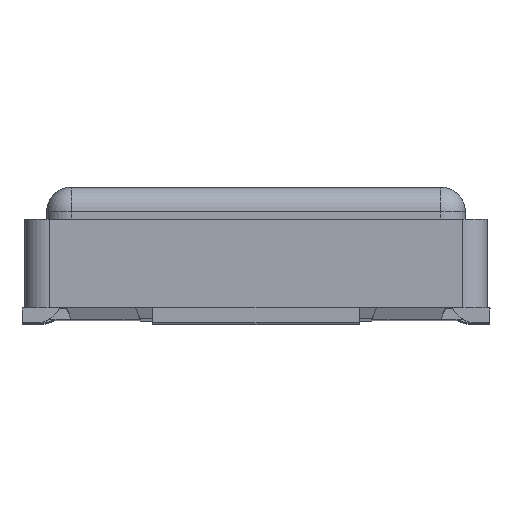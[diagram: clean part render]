
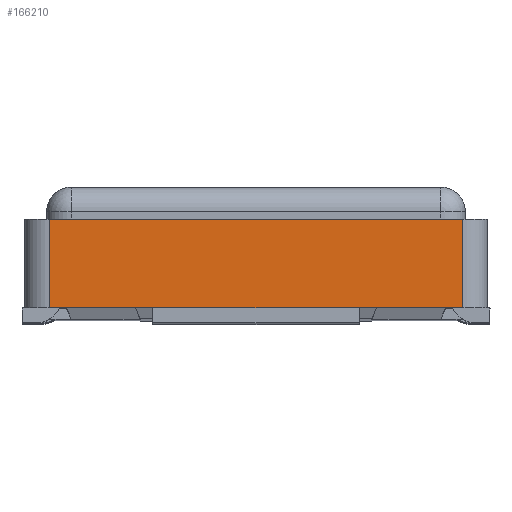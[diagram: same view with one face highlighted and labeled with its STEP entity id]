
A CAD part, top view. The second image highlights one B-rep face of the part: STEP entity #166210.
In plain terms, the highlighted planar face has unit normal (0, 0, 1).
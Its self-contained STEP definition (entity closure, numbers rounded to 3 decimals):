
#100900=CARTESIAN_POINT('',(-130.818,0.065,
15.109));
#100910=VERTEX_POINT('',#100900);
#100940=CARTESIAN_POINT('',(-129.138,0.065,
15.109));
#100950=DIRECTION('',(-1.,0.,0.));
#100960=VECTOR('',#100950,1.);
#100970=LINE('',#100940,#100960);
#100980=CARTESIAN_POINT('',(-129.138,0.065,
15.109));
#100990=VERTEX_POINT('',#100980);
#101000=EDGE_CURVE('',#100990,#100910,#100970,.T.);
#162190=CARTESIAN_POINT('',(-130.398,0.425,
15.109));
#162200=VERTEX_POINT('',#162190);
#162230=CARTESIAN_POINT('',(-130.818,0.425,
15.109));
#162240=DIRECTION('',(1.,0.,0.));
#162250=VECTOR('',#162240,1.);
#162260=LINE('',#162230,#162250);
#162270=CARTESIAN_POINT('',(-130.818,0.425,
15.109));
#162280=VERTEX_POINT('',#162270);
#162290=EDGE_CURVE('',#162280,#162200,#162260,.T.);
#163540=CARTESIAN_POINT('',(-129.138,0.425,
15.109));
#163550=VERTEX_POINT('',#163540);
#163580=CARTESIAN_POINT('',(-129.558,0.425,
15.109));
#163590=DIRECTION('',(1.,0.,0.));
#163600=VECTOR('',#163590,1.);
#163610=LINE('',#163580,#163600);
#163620=CARTESIAN_POINT('',(-129.558,0.425,
15.109));
#163630=VERTEX_POINT('',#163620);
#163640=EDGE_CURVE('',#163630,#163550,#163610,.T.);
#165730=CARTESIAN_POINT('',(-129.558,0.425,
15.109));
#165740=DIRECTION('',(-1.,0.,
0.));
#165750=VECTOR('',#165740,1.);
#165760=LINE('',#165730,#165750);
#165770=CARTESIAN_POINT('',(-129.978,0.425,
15.109));
#165780=VERTEX_POINT('',#165770);
#165790=EDGE_CURVE('',#163630,#165780,#165760,.T.);
#165810=CARTESIAN_POINT('',(-130.398,0.425,
15.109));
#165820=DIRECTION('',(1.,0.,
0.));
#165830=VECTOR('',#165820,1.);
#165840=LINE('',#165810,#165830);
#165850=EDGE_CURVE('',#162200,#165780,#165840,.T.);
#165970=CARTESIAN_POINT('',(-130.918,-0.115,
15.109));
#165980=DIRECTION('',(0.,0.,-1.));
#165990=DIRECTION('',(0.,-1.,0.));
#166000=AXIS2_PLACEMENT_3D('',#165970,#165980,#165990);
#166010=PLANE('',#166000);
#166020=ORIENTED_EDGE('',*,*,#165790,.T.);
#166030=ORIENTED_EDGE('',*,*,#163640,.F.);
#166040=CARTESIAN_POINT('',(-129.138,0.425,
15.109));
#166050=DIRECTION('',(0.,-1.,0.));
#166060=VECTOR('',#166050,1.);
#166070=LINE('',#166040,#166060);
#166080=EDGE_CURVE('',#163550,#100990,#166070,.T.);
#166090=ORIENTED_EDGE('',*,*,#166080,.F.);
#166100=ORIENTED_EDGE('',*,*,#101000,.F.);
#166110=CARTESIAN_POINT('',(-130.818,0.065,
15.109));
#166120=DIRECTION('',(0.,1.,0.));
#166130=VECTOR('',#166120,1.);
#166140=LINE('',#166110,#166130);
#166150=EDGE_CURVE('',#100910,#162280,#166140,.T.);
#166160=ORIENTED_EDGE('',*,*,#166150,.F.);
#166170=ORIENTED_EDGE('',*,*,#162290,.F.);
#166180=ORIENTED_EDGE('',*,*,#165850,.F.);
#166190=EDGE_LOOP('',(#166180,#166170,#166160,#166100,#166090,#166030,
#166020));
#166200=FACE_OUTER_BOUND('',#166190,.T.);
#166210=ADVANCED_FACE('',(#166200),#166010,.F.);
